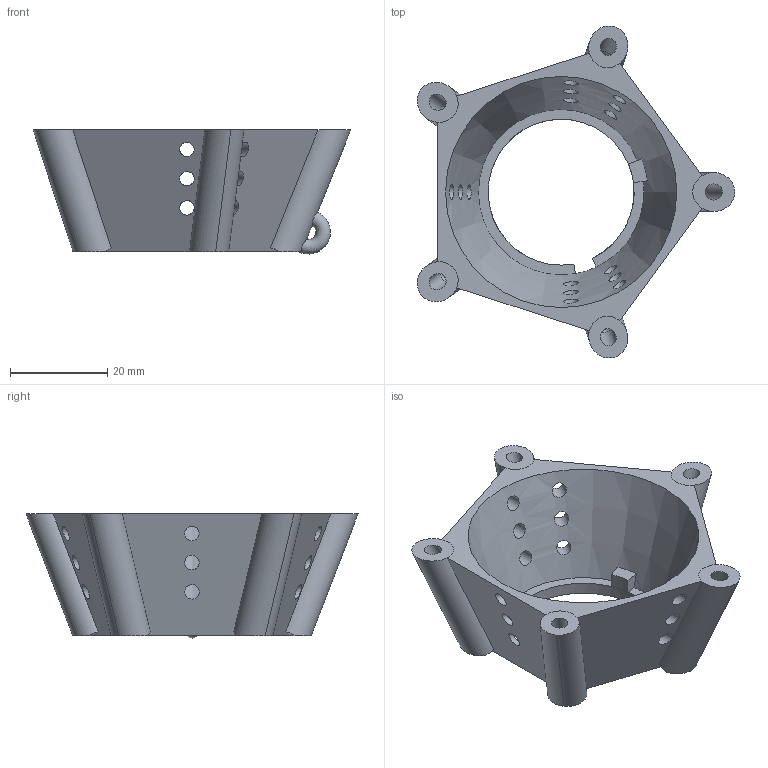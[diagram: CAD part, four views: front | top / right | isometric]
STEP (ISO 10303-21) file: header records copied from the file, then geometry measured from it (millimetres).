
FILE_DESCRIPTION(('FreeCAD Model'),'2;1');
FILE_NAME('frame.STEP','2017-02-22T17:10:51',('Author'),(''), 'Open CASCADE STEP processor 6.8','FreeCAD','Unknown');
FILE_SCHEMA(('AUTOMOTIVE_DESIGN_CC2 { 1 2 10303 214 -1 1 5 4 }'));
Length unit declared in the file: millimetre
Products named in the file (2): ASSEMBLY; frame
Assembly tree (1 placements, depth 2):
  ASSEMBLY
    frame
Bounding box: 65.27 x 68.23 x 25.5 mm (x, y, z)
Volume: 13882 mm3; surface area: 11408.6 mm2
Topology: 1 solids, 1 shells, 79 faces, 232 edges, 148 vertices
Faces by surface type: plane 34, cylinder 33, cone 6, bspline 5, torus 1
Full cylindrical faces by diameter (mm): 3 x15, 3.3 x5
Entity records: 24111 total; most frequent: CARTESIAN_POINT 19949, DIRECTION 599, ORIENTED_EDGE 464, PCURVE 464, DEFINITIONAL_REPRESENTATION 464, B_SPLINE_CURVE_WITH_KNOTS 326, EDGE_CURVE 232, LINE 207
